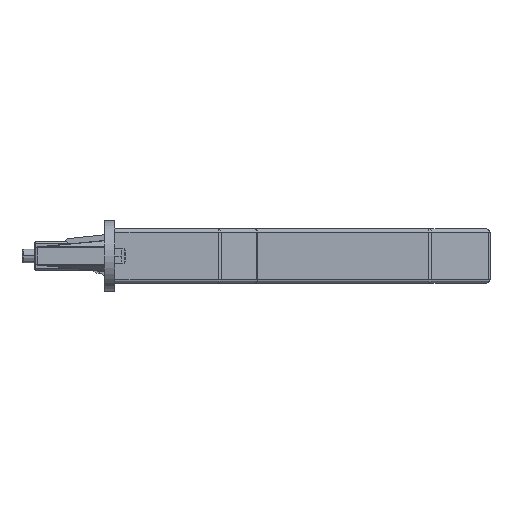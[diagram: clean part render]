
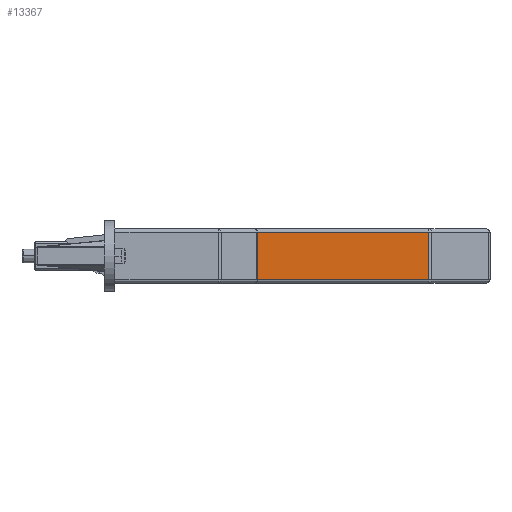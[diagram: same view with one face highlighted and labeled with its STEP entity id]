
A CAD part, front view. The second image highlights one B-rep face of the part: STEP entity #13367.
In plain terms, the highlighted planar face has unit normal (0, -1, 0).
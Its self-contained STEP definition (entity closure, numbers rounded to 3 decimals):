
#10 = CARTESIAN_POINT ( 'NONE',  ( 103.586, -14.7, 12.75 ) ) ;
#1337 = AXIS2_PLACEMENT_3D ( 'NONE', #11590, #17273, #6506 ) ;
#1691 = VECTOR ( 'NONE', #22180, 1000. ) ;
#1807 = DIRECTION ( 'NONE',  ( 0., 0., 1. ) ) ;
#2267 = LINE ( 'NONE', #15456, #1691 ) ;
#3127 = VECTOR ( 'NONE', #1807, 1000. ) ;
#3326 = CARTESIAN_POINT ( 'NONE',  ( 104., -14.7, -0.75 ) ) ;
#3751 = DIRECTION ( 'NONE',  ( 0., -1., 0. ) ) ;
#3880 = CARTESIAN_POINT ( 'NONE',  ( 14., -14.7, -0.75 ) ) ;
#4047 = EDGE_CURVE ( 'NONE', #10596, #15056, #15372, .T. ) ;
#4591 = CIRCLE ( 'NONE', #7543, 1.75 ) ;
#4614 = CARTESIAN_POINT ( 'NONE',  ( 44.75, -14.7, 4.25 ) ) ;
#5049 = FACE_OUTER_BOUND ( 'NONE', #11965, .T. ) ;
#5141 = DIRECTION ( 'NONE',  ( 0., 0., -1. ) ) ;
#5258 = CARTESIAN_POINT ( 'NONE',  ( 44.75, -14.7, 6. ) ) ;
#5383 = EDGE_CURVE ( 'NONE', #10596, #7320, #22437, .T. ) ;
#5498 = EDGE_CURVE ( 'NONE', #15056, #15418, #14196, .T. ) ;
#5511 = CARTESIAN_POINT ( 'NONE',  ( 103.586, -14.7, -1.75 ) ) ;
#6252 = ORIENTED_EDGE ( 'NONE', *, *, #20205, .F. ) ;
#6506 = DIRECTION ( 'NONE',  ( 0., 0., -1. ) ) ;
#6994 = EDGE_CURVE ( 'NONE', #15418, #7320, #2267, .T. ) ;
#7320 = VERTEX_POINT ( 'NONE', #19957 ) ;
#7543 = AXIS2_PLACEMENT_3D ( 'NONE', #5258, #3751, #5141 ) ;
#8064 = DIRECTION ( 'NONE',  ( 0., 0., 1. ) ) ;
#8676 = VERTEX_POINT ( 'NONE', #11925 ) ;
#9119 = ORIENTED_EDGE ( 'NONE', *, *, #6994, .T. ) ;
#10238 = FACE_BOUND ( 'NONE', #15982, .T. ) ;
#10328 = CARTESIAN_POINT ( 'NONE',  ( 103.586, -14.7, -0.75 ) ) ;
#10375 = DIRECTION ( 'NONE',  ( 1., 0., 0. ) ) ;
#10596 = VERTEX_POINT ( 'NONE', #3880 ) ;
#11590 = CARTESIAN_POINT ( 'NONE',  ( 44.75, -14.7, 6. ) ) ;
#11874 = ORIENTED_EDGE ( 'NONE', *, *, #5383, .F. ) ;
#11925 = CARTESIAN_POINT ( 'NONE',  ( 44.75, -14.7, 7.75 ) ) ;
#11965 = EDGE_LOOP ( 'NONE', ( #11874, #18770, #21881, #9119 ) ) ;
#12358 = VECTOR ( 'NONE', #8064, 1000. ) ;
#13367 = ADVANCED_FACE ( 'NONE', ( #10238, #5049 ), #17658, .T. ) ;
#13612 = CARTESIAN_POINT ( 'NONE',  ( 14., -14.7, -1.75 ) ) ;
#13961 = DIRECTION ( 'NONE',  ( 0., -1., 0. ) ) ;
#14196 = LINE ( 'NONE', #5511, #3127 ) ;
#15056 = VERTEX_POINT ( 'NONE', #10328 ) ;
#15372 = LINE ( 'NONE', #3326, #16643 ) ;
#15418 = VERTEX_POINT ( 'NONE', #10 ) ;
#15456 = CARTESIAN_POINT ( 'NONE',  ( 14., -14.7, 12.75 ) ) ;
#15698 = CARTESIAN_POINT ( 'NONE',  ( 14., -14.7, -1.75 ) ) ;
#15982 = EDGE_LOOP ( 'NONE', ( #18729, #6252 ) ) ;
#16034 = DIRECTION ( 'NONE',  ( 1., 0., 0. ) ) ;
#16160 = EDGE_CURVE ( 'NONE', #17705, #8676, #4591, .T. ) ;
#16643 = VECTOR ( 'NONE', #10375, 1000. ) ;
#17273 = DIRECTION ( 'NONE',  ( 0., -1., 0. ) ) ;
#17658 = PLANE ( 'NONE',  #21916 ) ;
#17705 = VERTEX_POINT ( 'NONE', #4614 ) ;
#17973 = CIRCLE ( 'NONE', #1337, 1.75 ) ;
#18729 = ORIENTED_EDGE ( 'NONE', *, *, #16160, .F. ) ;
#18770 = ORIENTED_EDGE ( 'NONE', *, *, #4047, .T. ) ;
#19957 = CARTESIAN_POINT ( 'NONE',  ( 14., -14.7, 12.75 ) ) ;
#20205 = EDGE_CURVE ( 'NONE', #8676, #17705, #17973, .T. ) ;
#21881 = ORIENTED_EDGE ( 'NONE', *, *, #5498, .T. ) ;
#21916 = AXIS2_PLACEMENT_3D ( 'NONE', #15698, #13961, #16034 ) ;
#22180 = DIRECTION ( 'NONE',  ( -1., 0., 0. ) ) ;
#22437 = LINE ( 'NONE', #13612, #12358 ) ;
